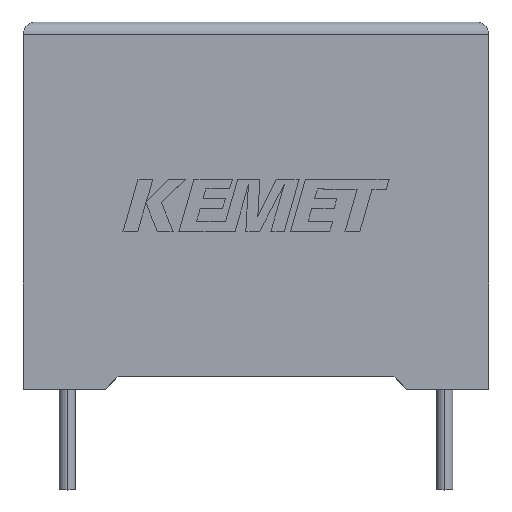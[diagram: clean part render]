
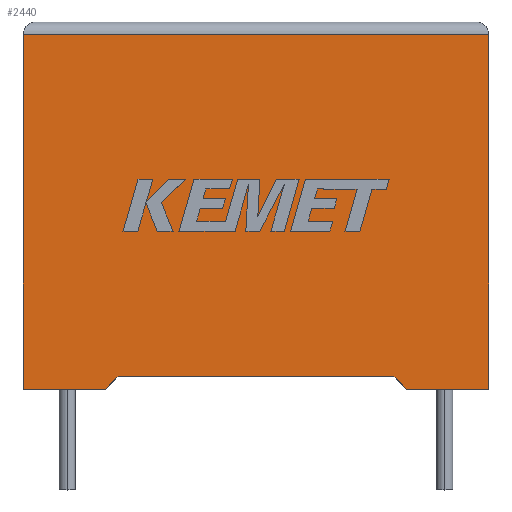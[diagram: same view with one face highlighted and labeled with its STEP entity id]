
A CAD part, top view. The second image highlights one B-rep face of the part: STEP entity #2440.
In plain terms, the highlighted planar face has unit normal (0, 0, 1).
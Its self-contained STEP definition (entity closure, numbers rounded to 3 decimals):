
#29 = ORIENTED_EDGE ( 'NONE', *, *, #171, .T. ) ;
#171 = EDGE_CURVE ( 'NONE', #506, #2857, #1920, .T. ) ;
#241 = DIRECTION ( 'NONE',  ( 1., 0., 0. ) ) ;
#266 = AXIS2_PLACEMENT_3D ( 'NONE', #2767, #2295, #1571 ) ;
#293 = EDGE_CURVE ( 'NONE', #2857, #782, #2151, .T. ) ;
#363 = CARTESIAN_POINT ( 'NONE',  ( 0., 14.1, 8.7 ) ) ;
#377 = CARTESIAN_POINT ( 'NONE',  ( 3.25, 0., 8.7 ) ) ;
#432 = DIRECTION ( 'NONE',  ( -1., 0., 0. ) ) ;
#465 = CARTESIAN_POINT ( 'NONE',  ( 0., 14.1, 8.7 ) ) ;
#491 = ORIENTED_EDGE ( 'NONE', *, *, #2464, .F. ) ;
#506 = VERTEX_POINT ( 'NONE', #363 ) ;
#634 = VECTOR ( 'NONE', #241, 1000. ) ;
#661 = VECTOR ( 'NONE', #838, 1000. ) ;
#682 = CARTESIAN_POINT ( 'NONE',  ( 18.5, 0., 8.7 ) ) ;
#754 = CARTESIAN_POINT ( 'NONE',  ( 18.5, 14.1, 8.7 ) ) ;
#782 = VERTEX_POINT ( 'NONE', #2792 ) ;
#838 = DIRECTION ( 'NONE',  ( 0.714, -0.7, 0. ) ) ;
#848 = DIRECTION ( 'NONE',  ( -0.714, -0.7, 0. ) ) ;
#940 = VECTOR ( 'NONE', #1695, 1000. ) ;
#946 = VECTOR ( 'NONE', #2413, 1000. ) ;
#982 = VERTEX_POINT ( 'NONE', #1609 ) ;
#984 = CARTESIAN_POINT ( 'NONE',  ( 0., 0., 8.7 ) ) ;
#1025 = ORIENTED_EDGE ( 'NONE', *, *, #2638, .T. ) ;
#1076 = ORIENTED_EDGE ( 'NONE', *, *, #1472, .T. ) ;
#1110 = VECTOR ( 'NONE', #3010, 1000. ) ;
#1216 = CARTESIAN_POINT ( 'NONE',  ( 3.764, 0.503, 8.7 ) ) ;
#1224 = VERTEX_POINT ( 'NONE', #2917 ) ;
#1276 = LINE ( 'NONE', #1971, #661 ) ;
#1412 = CARTESIAN_POINT ( 'NONE',  ( 15.25, 0., 8.7 ) ) ;
#1436 = CARTESIAN_POINT ( 'NONE',  ( 0., 0., 8.7 ) ) ;
#1472 = EDGE_CURVE ( 'NONE', #1224, #1990, #1276, .T. ) ;
#1571 = DIRECTION ( 'NONE',  ( -1., 0., 0. ) ) ;
#1601 = DIRECTION ( 'NONE',  ( -1., 0., 0. ) ) ;
#1609 = CARTESIAN_POINT ( 'NONE',  ( 18.5, 0., 8.7 ) ) ;
#1695 = DIRECTION ( 'NONE',  ( 0., -1., 0. ) ) ;
#1854 = CARTESIAN_POINT ( 'NONE',  ( 0., 0., 8.7 ) ) ;
#1920 = LINE ( 'NONE', #2824, #940 ) ;
#1969 = LINE ( 'NONE', #2554, #2047 ) ;
#1971 = CARTESIAN_POINT ( 'NONE',  ( 15.25, 0., 8.7 ) ) ;
#1990 = VERTEX_POINT ( 'NONE', #1412 ) ;
#2008 = VERTEX_POINT ( 'NONE', #1216 ) ;
#2016 = FACE_OUTER_BOUND ( 'NONE', #2785, .T. ) ;
#2047 = VECTOR ( 'NONE', #1601, 1000. ) ;
#2133 = EDGE_CURVE ( 'NONE', #1224, #2008, #1969, .T. ) ;
#2151 = LINE ( 'NONE', #984, #946 ) ;
#2167 = EDGE_CURVE ( 'NONE', #982, #2944, #2996, .T. ) ;
#2202 = VECTOR ( 'NONE', #432, 1000. ) ;
#2295 = DIRECTION ( 'NONE',  ( 0., 0., -1. ) ) ;
#2382 = ORIENTED_EDGE ( 'NONE', *, *, #293, .T. ) ;
#2413 = DIRECTION ( 'NONE',  ( 1., 0., 0. ) ) ;
#2440 = ADVANCED_FACE ( 'NONE', ( #2016 ), #2951, .F. ) ;
#2464 = EDGE_CURVE ( 'NONE', #2008, #782, #2737, .T. ) ;
#2554 = CARTESIAN_POINT ( 'NONE',  ( 9.25, 0.503, 8.7 ) ) ;
#2581 = LINE ( 'NONE', #1436, #634 ) ;
#2638 = EDGE_CURVE ( 'NONE', #2944, #506, #2807, .T. ) ;
#2697 = ORIENTED_EDGE ( 'NONE', *, *, #2167, .T. ) ;
#2737 = LINE ( 'NONE', #377, #3021 ) ;
#2767 = CARTESIAN_POINT ( 'NONE',  ( 0., 0., 8.7 ) ) ;
#2785 = EDGE_LOOP ( 'NONE', ( #2697, #1025, #29, #2382, #491, #2800, #1076, #2888 ) ) ;
#2792 = CARTESIAN_POINT ( 'NONE',  ( 3.25, 0., 8.7 ) ) ;
#2800 = ORIENTED_EDGE ( 'NONE', *, *, #2133, .F. ) ;
#2807 = LINE ( 'NONE', #465, #2202 ) ;
#2824 = CARTESIAN_POINT ( 'NONE',  ( 0., 0., 8.7 ) ) ;
#2857 = VERTEX_POINT ( 'NONE', #1854 ) ;
#2888 = ORIENTED_EDGE ( 'NONE', *, *, #2953, .T. ) ;
#2917 = CARTESIAN_POINT ( 'NONE',  ( 14.736, 0.503, 8.7 ) ) ;
#2944 = VERTEX_POINT ( 'NONE', #754 ) ;
#2951 = PLANE ( 'NONE',  #266 ) ;
#2953 = EDGE_CURVE ( 'NONE', #1990, #982, #2581, .T. ) ;
#2996 = LINE ( 'NONE', #682, #1110 ) ;
#3010 = DIRECTION ( 'NONE',  ( 0., 1., 0. ) ) ;
#3021 = VECTOR ( 'NONE', #848, 1000. ) ;
